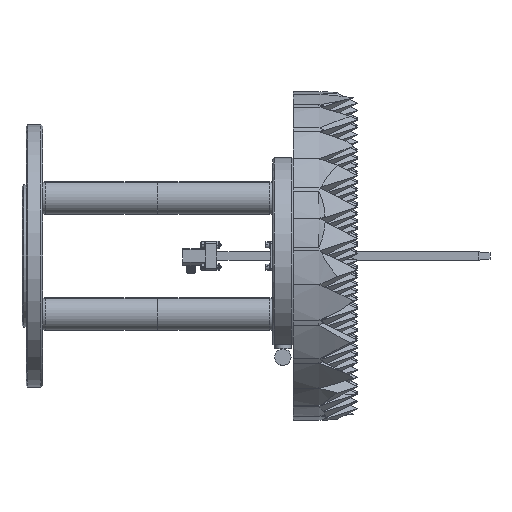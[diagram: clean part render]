
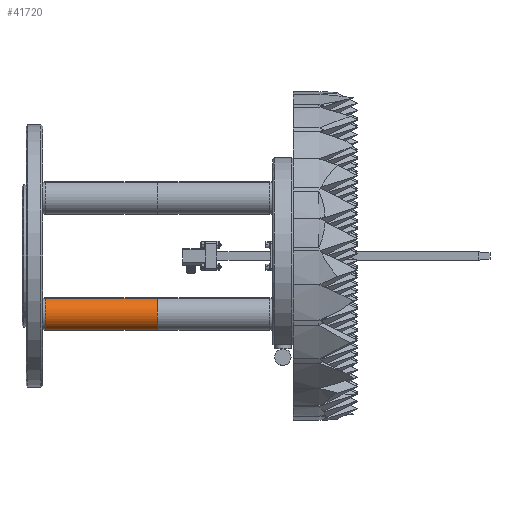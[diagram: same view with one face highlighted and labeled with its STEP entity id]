
A CAD part, left-side view. The second image highlights one B-rep face of the part: STEP entity #41720.
In plain terms, the highlighted cylindrical face has radius 12.7 mm (diameter 25.4 mm), a partial arc.
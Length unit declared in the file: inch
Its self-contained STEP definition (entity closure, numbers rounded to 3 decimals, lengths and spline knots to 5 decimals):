
#631 = DIRECTION ( 'NONE',  ( 0., -1., 0. ) ) ;
#1179 = CARTESIAN_POINT ( 'NONE',  ( -1.62465, -0.09, -2.24685 ) ) ;
#2356 = CARTESIAN_POINT ( 'NONE',  ( -1.91088, -3.49, -1.28869 ) ) ;
#6299 = DIRECTION ( 'NONE',  ( 0., -1., 0. ) ) ;
#9857 = CIRCLE ( 'NONE', #50861, 0.5 ) ;
#10719 = DIRECTION ( 'NONE',  ( 0., 1., 0. ) ) ;
#14913 = VERTEX_POINT ( 'NONE', #55505 ) ;
#15659 = CYLINDRICAL_SURFACE ( 'NONE', #31976, 0.5 ) ;
#16253 = VERTEX_POINT ( 'NONE', #105357 ) ;
#20176 = CARTESIAN_POINT ( 'NONE',  ( -1.76777, -0.09, -1.76777 ) ) ;
#24553 = LINE ( 'NONE', #1179, #62277 ) ;
#30685 = AXIS2_PLACEMENT_3D ( 'NONE', #100845, #6299, #58643 ) ;
#31976 = AXIS2_PLACEMENT_3D ( 'NONE', #86672, #44432, #54455 ) ;
#39582 = EDGE_CURVE ( 'NONE', #14913, #16253, #86945, .T. ) ;
#41720 = ADVANCED_FACE ( 'NONE', ( #74635 ), #15659, .T. ) ;
#42105 = EDGE_CURVE ( 'NONE', #106061, #91647, #24553, .T. ) ;
#44432 = DIRECTION ( 'NONE',  ( 0., -1., 0. ) ) ;
#50861 = AXIS2_PLACEMENT_3D ( 'NONE', #20176, #70270, #68636 ) ;
#51467 = CARTESIAN_POINT ( 'NONE',  ( -1.62465, -3.49, -2.24685 ) ) ;
#54455 = DIRECTION ( 'NONE',  ( 0.286, 0., -0.958 ) ) ;
#55505 = CARTESIAN_POINT ( 'NONE',  ( -1.91088, -3.49, -1.28869 ) ) ;
#57420 = CIRCLE ( 'NONE', #30685, 0.5 ) ;
#58643 = DIRECTION ( 'NONE',  ( -0.286, 0., 0.958 ) ) ;
#62277 = VECTOR ( 'NONE', #631, 39.37008 ) ;
#68636 = DIRECTION ( 'NONE',  ( 0.286, 0., -0.958 ) ) ;
#70270 = DIRECTION ( 'NONE',  ( 0., 1., 0. ) ) ;
#70277 = ORIENTED_EDGE ( 'NONE', *, *, #72555, .F. ) ;
#71436 = ORIENTED_EDGE ( 'NONE', *, *, #42105, .T. ) ;
#72555 = EDGE_CURVE ( 'NONE', #14913, #91647, #57420, .T. ) ;
#74244 = ORIENTED_EDGE ( 'NONE', *, *, #39582, .T. ) ;
#74635 = FACE_OUTER_BOUND ( 'NONE', #79145, .T. ) ;
#77976 = CARTESIAN_POINT ( 'NONE',  ( -1.62465, -0.09, -2.24685 ) ) ;
#79145 = EDGE_LOOP ( 'NONE', ( #109424, #71436, #70277, #74244 ) ) ;
#86672 = CARTESIAN_POINT ( 'NONE',  ( -1.76777, -6.28594, -1.76777 ) ) ;
#86945 = LINE ( 'NONE', #2356, #98983 ) ;
#91647 = VERTEX_POINT ( 'NONE', #51467 ) ;
#96864 = EDGE_CURVE ( 'NONE', #106061, #16253, #9857, .T. ) ;
#98983 = VECTOR ( 'NONE', #10719, 39.37008 ) ;
#100845 = CARTESIAN_POINT ( 'NONE',  ( -1.76777, -3.49, -1.76777 ) ) ;
#105357 = CARTESIAN_POINT ( 'NONE',  ( -1.91088, -0.09, -1.28869 ) ) ;
#106061 = VERTEX_POINT ( 'NONE', #77976 ) ;
#109424 = ORIENTED_EDGE ( 'NONE', *, *, #96864, .F. ) ;
